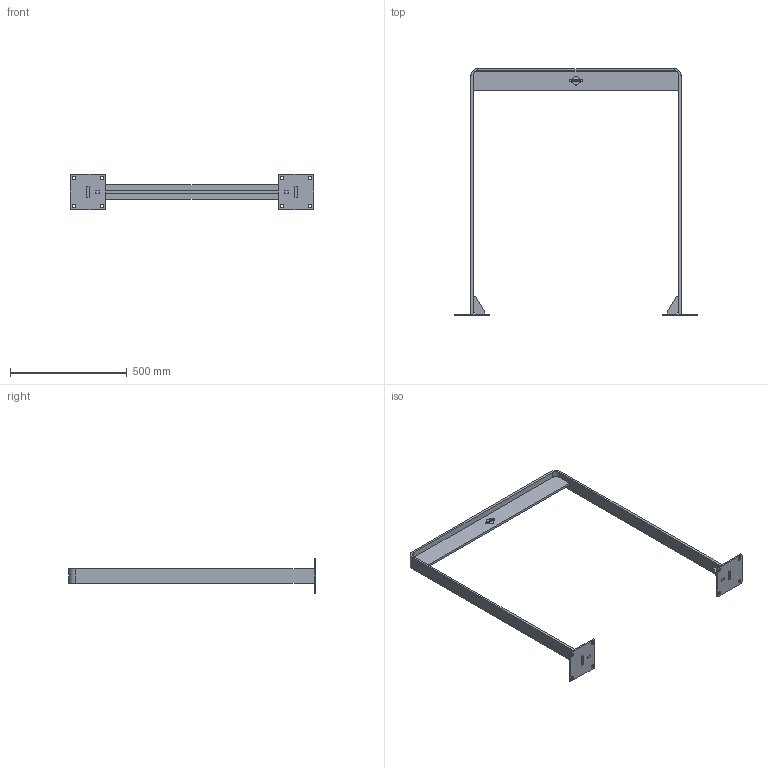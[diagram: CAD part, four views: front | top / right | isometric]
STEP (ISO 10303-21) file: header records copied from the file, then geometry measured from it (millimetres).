
FILE_DESCRIPTION (( 'STEP AP203' ), '1' );
FILE_NAME ('STBS.900.STEP', '2021-02-25T10:17:12', ( '' ), ( '' ), 'SwSTEP 2.0', 'SolidWorks 2020', '' );
FILE_SCHEMA (( 'CONFIG_CONTROL_DESIGN' ));
Length unit declared in the file: millimetre
Products named in the file (6): STBS.900 Leg; STBS ground plate reinforcement; STBS ground plate; STBS.900 Side Plate; FURNS Brandtag sticker; STBS.900
Assembly tree (7 placements, depth 2):
  STBS.900
    STBS.900 Leg
    STBS.900 Side Plate
    STBS ground plate  x2
    FURNS Brandtag sticker
    STBS ground plate reinforcement  x2
Bounding box: 1040 x 1056 x 150 mm (x, y, z)
Volume: 2799026.4 mm3; surface area: 691342.7 mm2
Topology: 7 solids, 7 shells, 443 faces, 1211 edges, 802 vertices
Faces by surface type: plane 322, bspline 86, cylinder 35
Entity records: 13933 total; most frequent: CARTESIAN_POINT 3492, ORIENTED_EDGE 2218, DIRECTION 1641, EDGE_CURVE 1109, VECTOR 891, LINE 891, VERTEX_POINT 734, EDGE_LOOP 437
